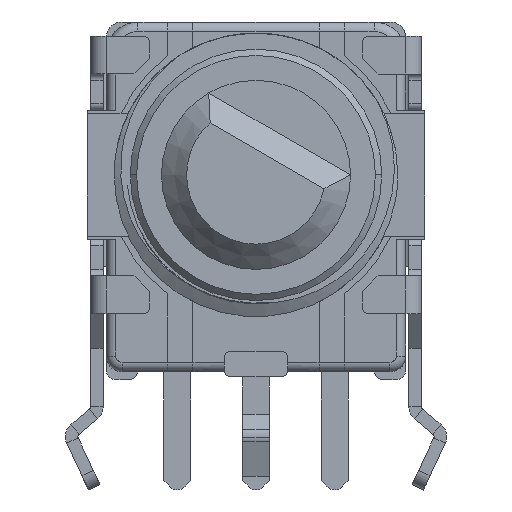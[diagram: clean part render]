
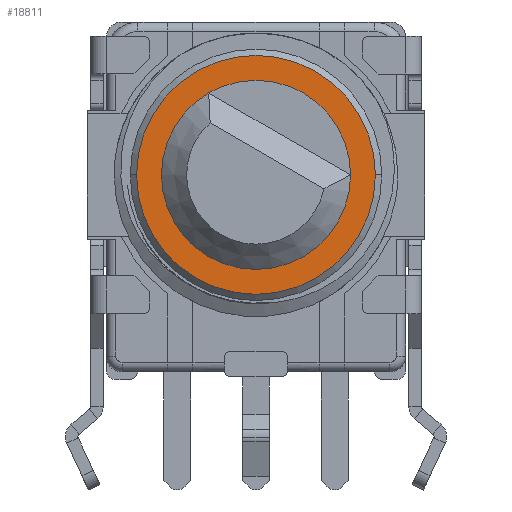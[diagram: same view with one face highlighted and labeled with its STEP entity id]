
A CAD part, front view. The second image highlights one B-rep face of the part: STEP entity #18811.
In plain terms, the highlighted face is planar.
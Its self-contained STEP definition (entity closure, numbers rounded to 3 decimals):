
#68 = CARTESIAN_POINT ( 'NONE',  ( 3.79, 0., -7.5 ) ) ;
#69 = CARTESIAN_POINT ( 'NONE',  ( -3.79, 0., -7.5 ) ) ;
#76 = CARTESIAN_POINT ( 'NONE',  ( 1.5, -2.598, -7.5 ) ) ;
#77 = CARTESIAN_POINT ( 'NONE',  ( -1.5, 2.598, -7.5 ) ) ;
#783 = CARTESIAN_POINT ( 'NONE',  ( 0., 0., -7.5 ) ) ;
#786 = DIRECTION ( 'NONE',  ( 0., 0., 1. ) ) ;
#787 = DIRECTION ( 'NONE',  ( -1., 0., 0. ) ) ;
#1276 = CIRCLE ( 'NONE', #20500, 3.79 ) ;
#1339 = CIRCLE ( 'NONE', #20517, 3. ) ;
#1815 = CARTESIAN_POINT ( 'NONE',  ( 0., 0., -7.5 ) ) ;
#1816 = DIRECTION ( 'NONE',  ( 0., 0., 1. ) ) ;
#1817 = DIRECTION ( 'NONE',  ( 1., 0., 0. ) ) ;
#1995 = CARTESIAN_POINT ( 'NONE',  ( 0., 0., -7.5 ) ) ;
#1996 = DIRECTION ( 'NONE',  ( 0., 0., 1. ) ) ;
#1997 = DIRECTION ( 'NONE',  ( -1., 0., 0. ) ) ;
#3285 = VERTEX_POINT ( 'NONE', #68 ) ;
#3286 = VERTEX_POINT ( 'NONE', #69 ) ;
#3293 = VERTEX_POINT ( 'NONE', #76 ) ;
#3294 = VERTEX_POINT ( 'NONE', #77 ) ;
#8628 = AXIS2_PLACEMENT_3D ( 'NONE', #10986, #11018, #11019 ) ;
#9034 = AXIS2_PLACEMENT_3D ( 'NONE', #14305, #14312, #14313 ) ;
#10386 = FACE_OUTER_BOUND ( 'NONE', #20133, .T. ) ;
#10387 = FACE_BOUND ( 'NONE', #20138, .T. ) ;
#10986 = CARTESIAN_POINT ( 'NONE',  ( 0., 0., -7.5 ) ) ;
#11010 = PLANE ( 'NONE',  #8628 ) ;
#11018 = DIRECTION ( 'NONE',  ( 0., 0., -1. ) ) ;
#11019 = DIRECTION ( 'NONE',  ( -1., 0., 0. ) ) ;
#13272 = CIRCLE ( 'NONE', #9034, 3.79 ) ;
#14305 = CARTESIAN_POINT ( 'NONE',  ( 0., 0., -7.5 ) ) ;
#14312 = DIRECTION ( 'NONE',  ( 0., 0., 1. ) ) ;
#14313 = DIRECTION ( 'NONE',  ( 1., 0., 0. ) ) ;
#16688 = EDGE_CURVE ( 'NONE', #3293, #3294, #21558, .T. ) ;
#16889 = EDGE_CURVE ( 'NONE', #3285, #3286, #1276, .T. ) ;
#16940 = EDGE_CURVE ( 'NONE', #3294, #3293, #1339, .T. ) ;
#18533 = ORIENTED_EDGE ( 'NONE', *, *, #16889, .F. ) ;
#18534 = ORIENTED_EDGE ( 'NONE', *, *, #19119, .F. ) ;
#18535 = ORIENTED_EDGE ( 'NONE', *, *, #16940, .T. ) ;
#18536 = ORIENTED_EDGE ( 'NONE', *, *, #16688, .T. ) ;
#18811 = ADVANCED_FACE ( 'NONE', ( #10386, #10387 ), #11010, .T. ) ;
#19119 = EDGE_CURVE ( 'NONE', #3286, #3285, #13272, .T. ) ;
#20133 = EDGE_LOOP ( 'NONE', ( #18533, #18534 ) ) ;
#20138 = EDGE_LOOP ( 'NONE', ( #18535, #18536 ) ) ;
#20443 = AXIS2_PLACEMENT_3D ( 'NONE', #783, #786, #787 ) ;
#20500 = AXIS2_PLACEMENT_3D ( 'NONE', #1815, #1816, #1817 ) ;
#20517 = AXIS2_PLACEMENT_3D ( 'NONE', #1995, #1996, #1997 ) ;
#21558 = CIRCLE ( 'NONE', #20443, 3. ) ;
